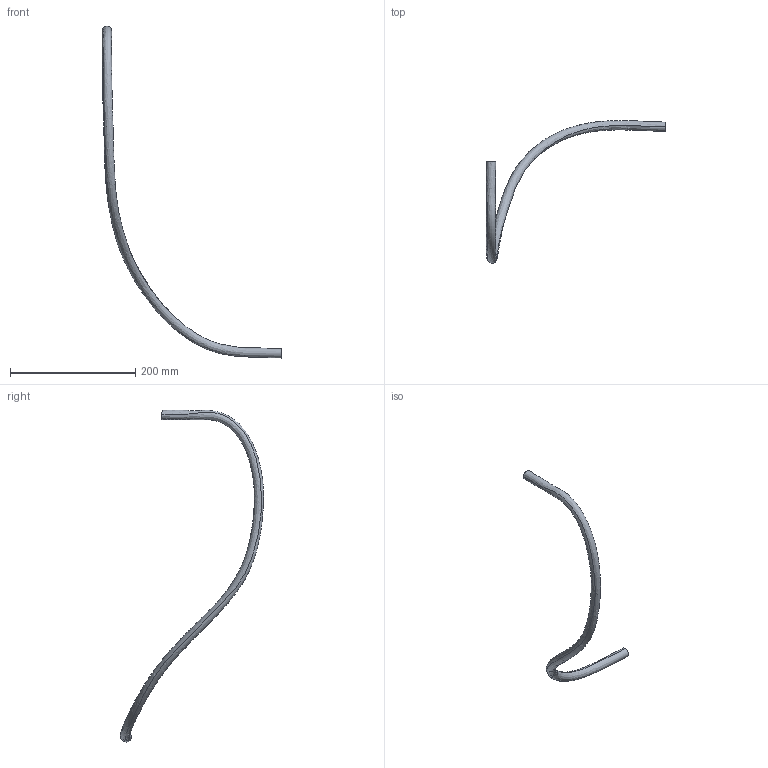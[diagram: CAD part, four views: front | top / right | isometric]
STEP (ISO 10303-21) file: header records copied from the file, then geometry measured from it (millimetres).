
FILE_DESCRIPTION (( 'STEP AP214' ), '1' );
FILE_NAME ('vaccum_pipe.STEP', '2017-08-19T06:35:05', ( 'Sidh Singh' ), ( '' ), 'SwSTEP 2.0', 'SolidWorks 2012', '' );
FILE_SCHEMA (( 'AUTOMOTIVE_DESIGN' ));
Length unit declared in the file: millimetre
Products named in the file (1): vaccum_pipe
Bounding box: 287.03 x 228.58 x 529.76 mm (x, y, z)
Volume: 107408.4 mm3; surface area: 61716.1 mm2
Topology: 1 solids, 1 shells, 6 faces, 12 edges, 8 vertices
Faces by surface type: bspline 4, plane 2
Entity records: 1228 total; most frequent: CARTESIAN_POINT 1011, ORIENTED_EDGE 24, DIRECTION 22, EDGE_CURVE 12, AXIS2_PLACEMENT_3D 11, UNCERTAINTY_MEASURE_WITH_UNIT 9, SURFACE_STYLE_FILL_AREA 8, COLOUR_RGB 8
